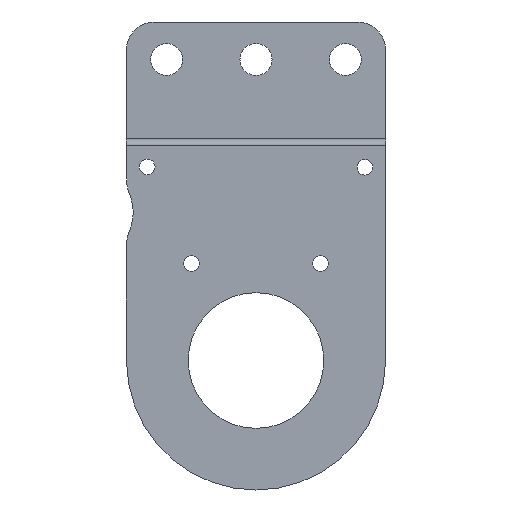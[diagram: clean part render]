
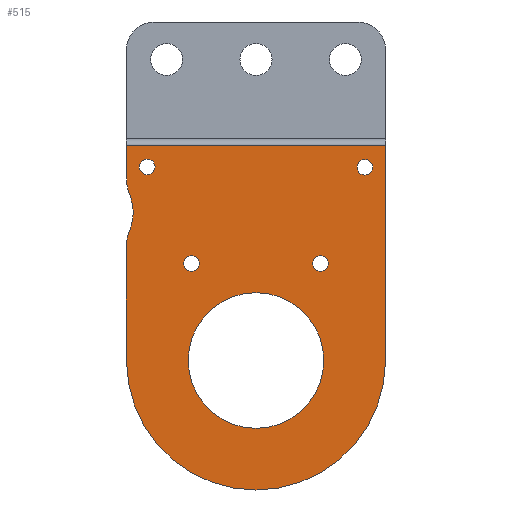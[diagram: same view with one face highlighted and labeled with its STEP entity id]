
A CAD part, left-side view. The second image highlights one B-rep face of the part: STEP entity #515.
In plain terms, the highlighted planar face has unit normal (-1, 0, 0).
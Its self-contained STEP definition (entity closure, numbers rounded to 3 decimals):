
#39=FACE_BOUND('',#106,.T.);
#40=FACE_BOUND('',#107,.T.);
#41=FACE_BOUND('',#108,.T.);
#42=FACE_BOUND('',#109,.T.);
#43=FACE_BOUND('',#110,.T.);
#51=PLANE('',#583);
#70=FACE_OUTER_BOUND('',#105,.T.);
#105=EDGE_LOOP('',(#431,#432,#433,#434,#435,#436,#437,#438,#439));
#106=EDGE_LOOP('',(#440));
#107=EDGE_LOOP('',(#441));
#108=EDGE_LOOP('',(#442));
#109=EDGE_LOOP('',(#443));
#110=EDGE_LOOP('',(#444));
#138=LINE('',#843,#175);
#146=LINE('',#862,#183);
#151=LINE('',#876,#188);
#152=LINE('',#879,#189);
#175=VECTOR('',#682,10.);
#183=VECTOR('',#702,10.);
#188=VECTOR('',#717,10.);
#189=VECTOR('',#720,10.);
#224=CIRCLE('',#580,6.);
#225=CIRCLE('',#582,10.5);
#226=CIRCLE('',#584,21.002);
#227=CIRCLE('',#585,6.);
#228=CIRCLE('',#586,10.5);
#229=CIRCLE('',#587,1.265);
#230=CIRCLE('',#588,1.265);
#231=CIRCLE('',#589,11.);
#232=CIRCLE('',#590,1.265);
#233=CIRCLE('',#591,1.265);
#263=VERTEX_POINT('',#840);
#264=VERTEX_POINT('',#842);
#269=VERTEX_POINT('',#860);
#270=VERTEX_POINT('',#865);
#271=VERTEX_POINT('',#867);
#272=VERTEX_POINT('',#871);
#273=VERTEX_POINT('',#875);
#274=VERTEX_POINT('',#877);
#275=VERTEX_POINT('',#880);
#276=VERTEX_POINT('',#883);
#277=VERTEX_POINT('',#885);
#278=VERTEX_POINT('',#887);
#279=VERTEX_POINT('',#889);
#280=VERTEX_POINT('',#891);
#317=EDGE_CURVE('',#264,#263,#138,.T.);
#327=EDGE_CURVE('',#263,#269,#146,.T.);
#330=EDGE_CURVE('',#270,#271,#224,.T.);
#332=EDGE_CURVE('',#272,#271,#225,.T.);
#334=EDGE_CURVE('',#270,#273,#151,.T.);
#335=EDGE_CURVE('',#273,#274,#226,.T.);
#336=EDGE_CURVE('',#264,#274,#152,.T.);
#337=EDGE_CURVE('',#275,#269,#227,.T.);
#338=EDGE_CURVE('',#275,#272,#228,.T.);
#339=EDGE_CURVE('',#276,#276,#229,.T.);
#340=EDGE_CURVE('',#277,#277,#230,.T.);
#341=EDGE_CURVE('',#278,#278,#231,.T.);
#342=EDGE_CURVE('',#279,#279,#232,.T.);
#343=EDGE_CURVE('',#280,#280,#233,.T.);
#431=ORIENTED_EDGE('',*,*,#330,.F.);
#432=ORIENTED_EDGE('',*,*,#334,.T.);
#433=ORIENTED_EDGE('',*,*,#335,.T.);
#434=ORIENTED_EDGE('',*,*,#336,.F.);
#435=ORIENTED_EDGE('',*,*,#317,.T.);
#436=ORIENTED_EDGE('',*,*,#327,.T.);
#437=ORIENTED_EDGE('',*,*,#337,.F.);
#438=ORIENTED_EDGE('',*,*,#338,.T.);
#439=ORIENTED_EDGE('',*,*,#332,.T.);
#440=ORIENTED_EDGE('',*,*,#339,.T.);
#441=ORIENTED_EDGE('',*,*,#340,.T.);
#442=ORIENTED_EDGE('',*,*,#341,.T.);
#443=ORIENTED_EDGE('',*,*,#342,.T.);
#444=ORIENTED_EDGE('',*,*,#343,.T.);
#515=ADVANCED_FACE('',(#70,#39,#40,#41,#42,#43),#51,.T.);
#580=AXIS2_PLACEMENT_3D('',#868,#707,#708);
#582=AXIS2_PLACEMENT_3D('',#872,#712,#713);
#583=AXIS2_PLACEMENT_3D('',#874,#715,#716);
#584=AXIS2_PLACEMENT_3D('',#878,#718,#719);
#585=AXIS2_PLACEMENT_3D('',#881,#721,#722);
#586=AXIS2_PLACEMENT_3D('',#882,#723,#724);
#587=AXIS2_PLACEMENT_3D('',#884,#725,#726);
#588=AXIS2_PLACEMENT_3D('',#886,#727,#728);
#589=AXIS2_PLACEMENT_3D('',#888,#729,#730);
#590=AXIS2_PLACEMENT_3D('',#890,#731,#732);
#591=AXIS2_PLACEMENT_3D('',#892,#733,#734);
#682=DIRECTION('',(0.,1.,0.));
#702=DIRECTION('',(0.,0.,-1.));
#707=DIRECTION('center_axis',(1.,0.,0.));
#708=DIRECTION('ref_axis',(0.,0.983,0.184));
#712=DIRECTION('center_axis',(1.,0.,0.));
#713=DIRECTION('ref_axis',(0.,-1.,0.));
#715=DIRECTION('center_axis',(-1.,0.,0.));
#716=DIRECTION('ref_axis',(0.,0.,-1.));
#717=DIRECTION('',(0.,0.,-1.));
#718=DIRECTION('center_axis',(-1.,0.,0.));
#719=DIRECTION('ref_axis',(0.,0.,-1.));
#720=DIRECTION('',(0.,0.,-1.));
#721=DIRECTION('center_axis',(1.,0.,0.));
#722=DIRECTION('ref_axis',(0.,0.983,-0.184));
#723=DIRECTION('center_axis',(1.,0.,0.));
#724=DIRECTION('ref_axis',(0.,-0.85,0.527));
#725=DIRECTION('center_axis',(1.,0.,0.));
#726=DIRECTION('ref_axis',(0.,0.,-1.));
#727=DIRECTION('center_axis',(1.,0.,0.));
#728=DIRECTION('ref_axis',(0.,0.,-1.));
#729=DIRECTION('center_axis',(1.,0.,0.));
#730=DIRECTION('ref_axis',(0.,0.,-1.));
#731=DIRECTION('center_axis',(1.,0.,0.));
#732=DIRECTION('ref_axis',(0.,0.,1.));
#733=DIRECTION('center_axis',(1.,0.,0.));
#734=DIRECTION('ref_axis',(0.,0.,1.));
#840=CARTESIAN_POINT('',(27.302,12.82,45.));
#842=CARTESIAN_POINT('',(27.302,-29.18,45.));
#843=CARTESIAN_POINT('',(27.302,-8.18,45.));
#860=CARTESIAN_POINT('',(27.302,12.82,39.501));
#862=CARTESIAN_POINT('',(27.302,12.82,78.82));
#865=CARTESIAN_POINT('',(27.302,12.82,28.663));
#867=CARTESIAN_POINT('',(27.302,12.416,30.83));
#868=CARTESIAN_POINT('Origin',(27.302,6.82,28.663));
#871=CARTESIAN_POINT('',(27.302,11.721,34.082));
#872=CARTESIAN_POINT('Origin',(27.302,22.208,34.62));
#874=CARTESIAN_POINT('Origin',(27.302,12.82,36.311));
#875=CARTESIAN_POINT('',(27.302,12.82,9.788));
#876=CARTESIAN_POINT('',(27.302,12.82,78.82));
#877=CARTESIAN_POINT('',(27.302,-29.18,9.788));
#878=CARTESIAN_POINT('Origin',(27.302,-8.18,10.068));
#879=CARTESIAN_POINT('',(27.302,-29.18,38.919));
#880=CARTESIAN_POINT('',(27.302,12.416,37.335));
#881=CARTESIAN_POINT('Origin',(27.302,6.82,39.501));
#882=CARTESIAN_POINT('Origin',(27.302,22.208,33.544));
#883=CARTESIAN_POINT('',(27.302,-18.657,27.08));
#884=CARTESIAN_POINT('Origin',(27.302,-18.657,25.816));
#885=CARTESIAN_POINT('',(27.302,2.298,27.08));
#886=CARTESIAN_POINT('Origin',(27.302,2.298,25.816));
#887=CARTESIAN_POINT('',(27.302,-8.18,21.068));
#888=CARTESIAN_POINT('Origin',(27.302,-8.18,10.068));
#889=CARTESIAN_POINT('',(27.302,9.46,40.185));
#890=CARTESIAN_POINT('Origin',(27.302,9.46,41.449));
#891=CARTESIAN_POINT('',(27.302,-25.835,40.129));
#892=CARTESIAN_POINT('Origin',(27.302,-25.835,41.393));
